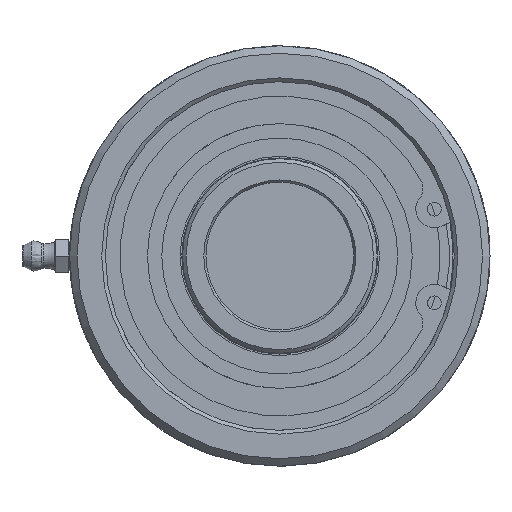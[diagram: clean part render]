
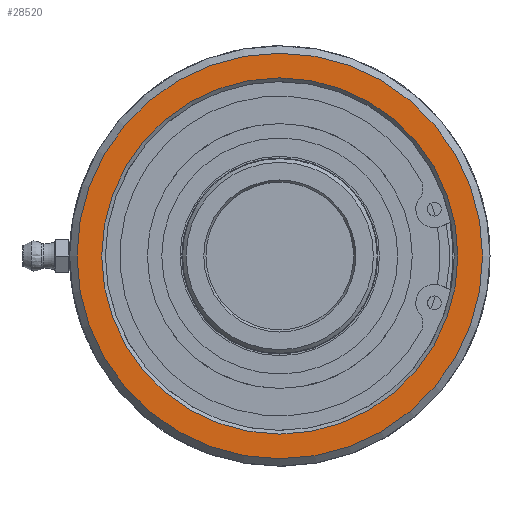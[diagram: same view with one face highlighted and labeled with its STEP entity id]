
A CAD part, left-side view. The second image highlights one B-rep face of the part: STEP entity #28520.
In plain terms, the highlighted planar face has unit normal (-1, 0, 0).
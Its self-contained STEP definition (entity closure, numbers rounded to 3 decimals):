
#234=FACE_BOUND('',#8396,.T.);
#821=PLANE('',#30139);
#6662=FACE_OUTER_BOUND('',#8395,.T.);
#8395=EDGE_LOOP('',(#25950));
#8396=EDGE_LOOP('',(#25951));
#9299=CIRCLE('',#30138,38.34);
#9300=CIRCLE('',#30140,43.65);
#13635=VERTEX_POINT('',#64681);
#13636=VERTEX_POINT('',#64685);
#17780=EDGE_CURVE('',#13635,#13635,#9299,.T.);
#17781=EDGE_CURVE('',#13636,#13636,#9300,.T.);
#25950=ORIENTED_EDGE('',*,*,#17781,.F.);
#25951=ORIENTED_EDGE('',*,*,#17780,.F.);
#28520=ADVANCED_FACE('',(#6662,#234),#821,.F.);
#30138=AXIS2_PLACEMENT_3D('',#64683,#35012,#35013);
#30139=AXIS2_PLACEMENT_3D('',#64684,#35014,#35015);
#30140=AXIS2_PLACEMENT_3D('',#64686,#35016,#35017);
#35012=DIRECTION('center_axis',(-1.,0.,0.));
#35013=DIRECTION('ref_axis',(0.,-1.,0.));
#35014=DIRECTION('center_axis',(1.,0.,0.));
#35015=DIRECTION('ref_axis',(0.,0.,-1.));
#35016=DIRECTION('center_axis',(1.,0.,0.));
#35017=DIRECTION('ref_axis',(0.,1.,0.));
#64681=CARTESIAN_POINT('',(-6.8,38.34,0.));
#64683=CARTESIAN_POINT('Origin',(-6.8,0.,0.));
#64684=CARTESIAN_POINT('Origin',(-6.8,47.988,0.));
#64685=CARTESIAN_POINT('',(-6.8,-43.65,0.));
#64686=CARTESIAN_POINT('Origin',(-6.8,0.,0.));
